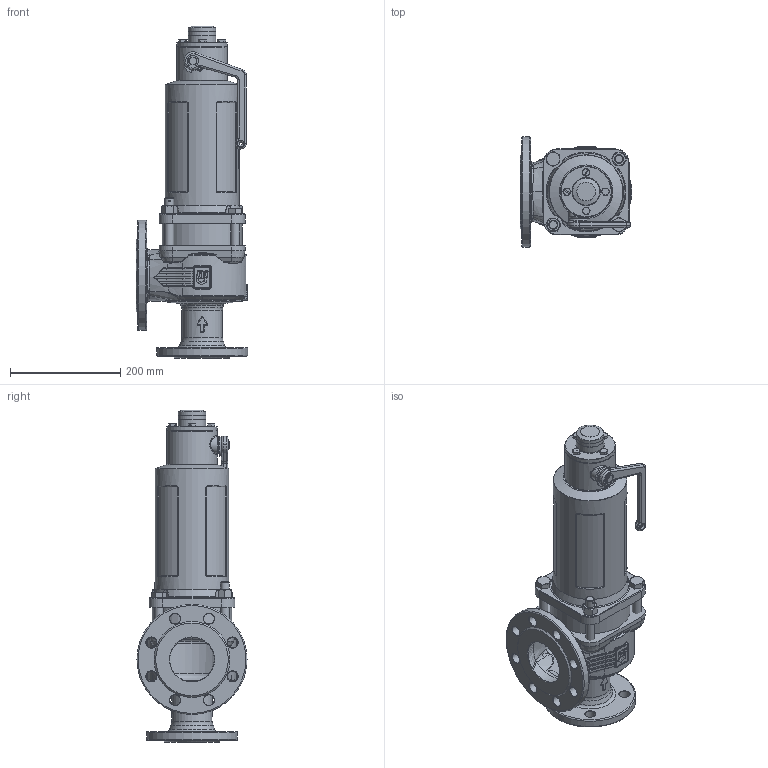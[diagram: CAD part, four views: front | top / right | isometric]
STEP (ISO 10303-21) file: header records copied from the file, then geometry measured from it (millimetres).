
FILE_DESCRIPTION(('HOOPS Exchange Step'),'2;1');
FILE_NAME('SF0612_DN50_50-80.stp','2025-06-27T13:34:57+02:00',('nieru'),('Unknown organisation'),'HOOPS Exchange 2024.2','HOOPS Exchange','Unknown authorisation');
FILE_SCHEMA( ('AP203_CONFIGURATION_CONTROLLED_3D_DESIGN_OF_MECHANICAL_PARTS_AND_ASSEMBLIES_MIM_LF') );
Length unit declared in the file: millimetre
Products named in the file (2): 0; root
Assembly tree (1 placements, depth 2):
  root
    0
Bounding box: 203.1 x 200 x 603 mm (x, y, z)
Volume: 6721732.5 mm3; surface area: 612008.3 mm2
Topology: 21 solids, 21 shells, 1564 faces, 3846 edges, 2327 vertices
Faces by surface type: bspline 587, cylinder 356, plane 314, torus 173, cone 127, sphere 7
Full cylindrical faces by diameter (mm): 2 x2, 3 x1, 4.9 x1, 6 x1, 10 x2, 11.6 x4, 12.2 x1, 13.2 x2, 13.835 x2, 15.2 x1, 16 x8, 19 x12, 21.5 x1, 22 x1, 47.8 x1, 50 x3, 52.772 x1, 53 x1, 72.267 x1, 74 x1, 92 x2, 120 x1, 134 x1, 140 x1, 145 x2, 165 x1, 200 x1
Entity records: 106808 total; most frequent: CARTESIAN_POINT 74355, ORIENTED_EDGE 7576, DIRECTION 5403, EDGE_CURVE 3788, VERTEX_POINT 2327, AXIS2_PLACEMENT_3D 2204, EDGE_LOOP 1669, FACE_BOUND 1669
